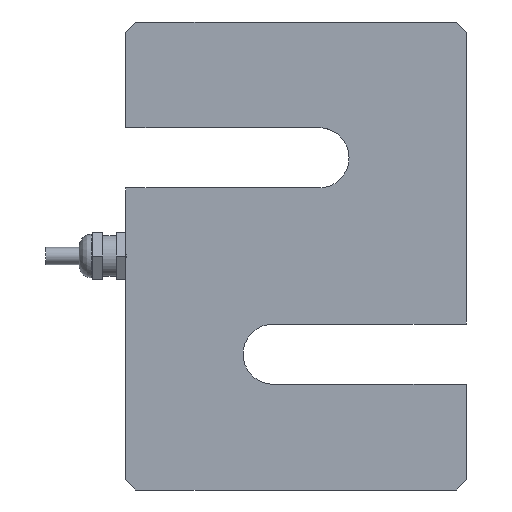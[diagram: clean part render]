
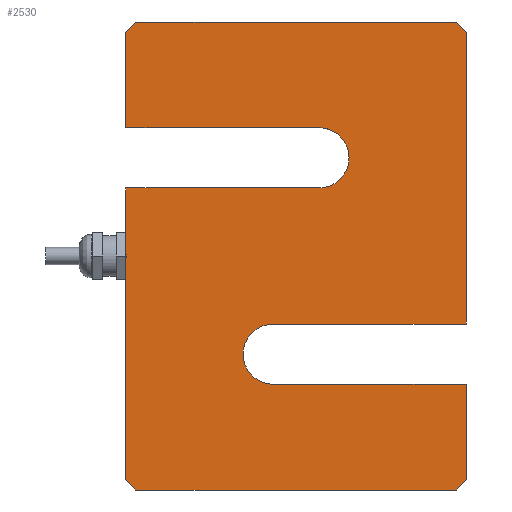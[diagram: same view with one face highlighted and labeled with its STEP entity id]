
A CAD part, front view. The second image highlights one B-rep face of the part: STEP entity #2530.
In plain terms, the highlighted planar face has unit normal (0, -1, 0).
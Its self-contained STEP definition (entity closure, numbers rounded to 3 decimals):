
#259=PLANE('',#2721);
#384=FACE_OUTER_BOUND('',#536,.T.);
#536=EDGE_LOOP('',(#2046,#2047,#2048,#2049,#2050,#2051,#2052,#2053,#2054,
#2055,#2056,#2057,#2058,#2059,#2060,#2061));
#694=LINE('',#7656,#860);
#697=LINE('',#7662,#863);
#700=LINE('',#7668,#866);
#702=LINE('',#7673,#868);
#706=LINE('',#7811,#872);
#708=LINE('',#7815,#874);
#710=LINE('',#7821,#876);
#712=LINE('',#7825,#878);
#713=LINE('',#8042,#879);
#715=LINE('',#8046,#881);
#717=LINE('',#8050,#883);
#718=LINE('',#8053,#884);
#719=LINE('',#8055,#885);
#720=LINE('',#8058,#886);
#860=VECTOR('',#3157,10.);
#863=VECTOR('',#3162,10.);
#866=VECTOR('',#3167,10.);
#868=VECTOR('',#3171,10.);
#872=VECTOR('',#3177,10.);
#874=VECTOR('',#3181,10.);
#876=VECTOR('',#3187,10.);
#878=VECTOR('',#3191,10.);
#879=VECTOR('',#3194,10.);
#881=VECTOR('',#3198,10.);
#883=VECTOR('',#3202,10.);
#884=VECTOR('',#3205,10.);
#885=VECTOR('',#3206,10.);
#886=VECTOR('',#3211,10.);
#923=CIRCLE('',#2722,9.);
#924=CIRCLE('',#2723,9.);
#1144=VERTEX_POINT('',#7652);
#1145=VERTEX_POINT('',#7654);
#1146=VERTEX_POINT('',#7658);
#1147=VERTEX_POINT('',#7660);
#1148=VERTEX_POINT('',#7664);
#1149=VERTEX_POINT('',#7666);
#1150=VERTEX_POINT('',#7670);
#1151=VERTEX_POINT('',#7672);
#1153=VERTEX_POINT('',#7809);
#1154=VERTEX_POINT('',#7813);
#1156=VERTEX_POINT('',#7819);
#1157=VERTEX_POINT('',#7823);
#1158=VERTEX_POINT('',#8044);
#1159=VERTEX_POINT('',#8048);
#1160=VERTEX_POINT('',#8052);
#1161=VERTEX_POINT('',#8054);
#1484=EDGE_CURVE('',#1144,#1145,#694,.T.);
#1487=EDGE_CURVE('',#1146,#1147,#697,.T.);
#1490=EDGE_CURVE('',#1148,#1149,#700,.T.);
#1492=EDGE_CURVE('',#1151,#1150,#702,.T.);
#1498=EDGE_CURVE('',#1153,#1151,#706,.T.);
#1500=EDGE_CURVE('',#1145,#1154,#708,.T.);
#1503=EDGE_CURVE('',#1156,#1154,#710,.T.);
#1505=EDGE_CURVE('',#1156,#1157,#712,.T.);
#1508=EDGE_CURVE('',#1153,#1157,#713,.T.);
#1510=EDGE_CURVE('',#1149,#1158,#715,.T.);
#1512=EDGE_CURVE('',#1159,#1158,#717,.T.);
#1513=EDGE_CURVE('',#1146,#1160,#718,.T.);
#1514=EDGE_CURVE('',#1147,#1161,#719,.T.);
#1515=EDGE_CURVE('',#1161,#1144,#923,.T.);
#1516=EDGE_CURVE('',#1150,#1148,#924,.T.);
#1517=EDGE_CURVE('',#1159,#1160,#720,.T.);
#2046=ORIENTED_EDGE('',*,*,#1513,.F.);
#2047=ORIENTED_EDGE('',*,*,#1487,.T.);
#2048=ORIENTED_EDGE('',*,*,#1514,.T.);
#2049=ORIENTED_EDGE('',*,*,#1515,.T.);
#2050=ORIENTED_EDGE('',*,*,#1484,.T.);
#2051=ORIENTED_EDGE('',*,*,#1500,.T.);
#2052=ORIENTED_EDGE('',*,*,#1503,.F.);
#2053=ORIENTED_EDGE('',*,*,#1505,.T.);
#2054=ORIENTED_EDGE('',*,*,#1508,.F.);
#2055=ORIENTED_EDGE('',*,*,#1498,.T.);
#2056=ORIENTED_EDGE('',*,*,#1492,.T.);
#2057=ORIENTED_EDGE('',*,*,#1516,.T.);
#2058=ORIENTED_EDGE('',*,*,#1490,.T.);
#2059=ORIENTED_EDGE('',*,*,#1510,.T.);
#2060=ORIENTED_EDGE('',*,*,#1512,.F.);
#2061=ORIENTED_EDGE('',*,*,#1517,.T.);
#2530=ADVANCED_FACE('',(#384),#259,.F.);
#2721=AXIS2_PLACEMENT_3D('',#8051,#3203,#3204);
#2722=AXIS2_PLACEMENT_3D('',#8056,#3207,#3208);
#2723=AXIS2_PLACEMENT_3D('',#8057,#3209,#3210);
#3157=DIRECTION('',(-1.,0.,0.));
#3162=DIRECTION('',(0.,0.,-1.));
#3167=DIRECTION('',(1.,0.,0.));
#3171=DIRECTION('',(-1.,0.,0.));
#3177=DIRECTION('',(0.,0.,1.));
#3181=DIRECTION('',(0.,0.,-1.));
#3187=DIRECTION('',(-0.707,0.,0.707));
#3191=DIRECTION('',(1.,0.,0.));
#3194=DIRECTION('',(-0.707,0.,-0.707));
#3198=DIRECTION('',(0.,0.,1.));
#3202=DIRECTION('',(0.707,0.,-0.707));
#3203=DIRECTION('center_axis',(0.,1.,0.));
#3204=DIRECTION('ref_axis',(1.,0.,0.));
#3205=DIRECTION('',(0.707,0.,0.707));
#3206=DIRECTION('',(1.,0.,0.));
#3207=DIRECTION('center_axis',(0.,1.,0.));
#3208=DIRECTION('ref_axis',(0.,0.,1.));
#3209=DIRECTION('center_axis',(0.,1.,0.));
#3210=DIRECTION('ref_axis',(0.,0.,-1.));
#3211=DIRECTION('',(-1.,0.,0.));
#7652=CARTESIAN_POINT('',(6.8,-15.875,20.3));
#7654=CARTESIAN_POINT('',(-50.8,-15.875,20.3));
#7656=CARTESIAN_POINT('',(-50.8,-15.875,20.3));
#7658=CARTESIAN_POINT('',(-50.8,-15.875,66.85));
#7660=CARTESIAN_POINT('',(-50.8,-15.875,38.3));
#7662=CARTESIAN_POINT('',(-50.8,-15.875,69.85));
#7664=CARTESIAN_POINT('',(-6.8,-15.875,-20.3));
#7666=CARTESIAN_POINT('',(50.8,-15.875,-20.3));
#7668=CARTESIAN_POINT('',(50.8,-15.875,-20.3));
#7670=CARTESIAN_POINT('',(-6.8,-15.875,-38.3));
#7672=CARTESIAN_POINT('',(50.8,-15.875,-38.3));
#7673=CARTESIAN_POINT('',(50.8,-15.875,-38.3));
#7809=CARTESIAN_POINT('',(50.8,-15.875,-66.85));
#7811=CARTESIAN_POINT('',(50.8,-15.875,-69.85));
#7813=CARTESIAN_POINT('',(-50.8,-15.875,-66.85));
#7815=CARTESIAN_POINT('',(-50.8,-15.875,69.85));
#7819=CARTESIAN_POINT('',(-47.8,-15.875,-69.85));
#7821=CARTESIAN_POINT('',(-54.063,-15.875,-63.588));
#7823=CARTESIAN_POINT('',(47.8,-15.875,-69.85));
#7825=CARTESIAN_POINT('',(-50.8,-15.875,-69.85));
#8042=CARTESIAN_POINT('',(54.063,-15.875,-63.588));
#8044=CARTESIAN_POINT('',(50.8,-15.875,66.85));
#8046=CARTESIAN_POINT('',(50.8,-15.875,-69.85));
#8048=CARTESIAN_POINT('',(47.8,-15.875,69.85));
#8050=CARTESIAN_POINT('',(54.063,-15.875,63.587));
#8051=CARTESIAN_POINT('Origin',(0.,-15.875,0.));
#8052=CARTESIAN_POINT('',(-47.8,-15.875,69.85));
#8053=CARTESIAN_POINT('',(-54.063,-15.875,63.588));
#8054=CARTESIAN_POINT('',(6.8,-15.875,38.3));
#8055=CARTESIAN_POINT('',(-50.8,-15.875,38.3));
#8056=CARTESIAN_POINT('Origin',(6.8,-15.875,29.3));
#8057=CARTESIAN_POINT('Origin',(-6.8,-15.875,-29.3));
#8058=CARTESIAN_POINT('',(50.8,-15.875,69.85));
